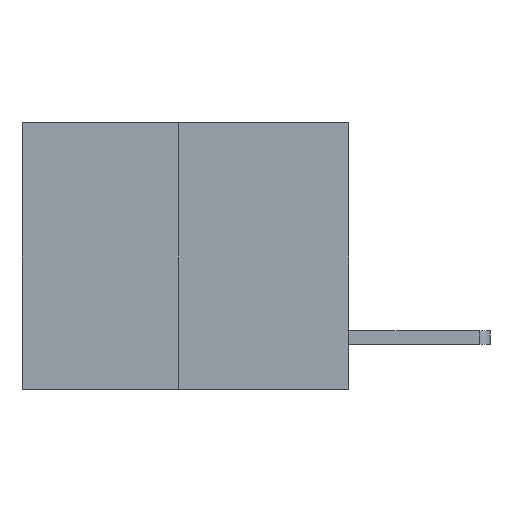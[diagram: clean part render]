
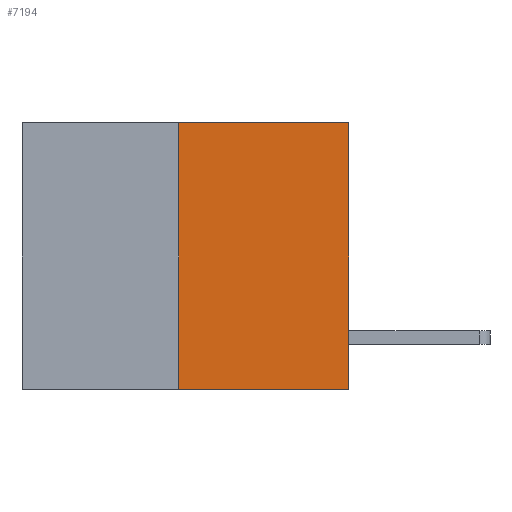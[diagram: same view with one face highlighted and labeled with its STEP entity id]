
A CAD part, left-side view. The second image highlights one B-rep face of the part: STEP entity #7194.
In plain terms, the highlighted planar face has unit normal (-1, 0, 0).
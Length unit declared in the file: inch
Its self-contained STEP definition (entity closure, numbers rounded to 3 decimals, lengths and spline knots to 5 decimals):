
#408 = ORIENTED_EDGE ( 'NONE', *, *, #4931, .T. ) ;
#494 = VERTEX_POINT ( 'NONE', #886 ) ;
#886 = CARTESIAN_POINT ( 'NONE',  ( 0., 0.312, 0. ) ) ;
#997 = DIRECTION ( 'NONE',  ( 1., 0., 0. ) ) ;
#1305 = VERTEX_POINT ( 'NONE', #4193 ) ;
#1393 = ORIENTED_EDGE ( 'NONE', *, *, #5761, .F. ) ;
#1490 = VECTOR ( 'NONE', #3099, 39.37008 ) ;
#1763 = VECTOR ( 'NONE', #6398, 39.37008 ) ;
#1884 = CARTESIAN_POINT ( 'NONE',  ( 0., 0., 0. ) ) ;
#1992 = LINE ( 'NONE', #6327, #1763 ) ;
#2175 = LINE ( 'NONE', #7374, #1490 ) ;
#2375 = CARTESIAN_POINT ( 'NONE',  ( 0., 0., -0.49 ) ) ;
#2746 = VERTEX_POINT ( 'NONE', #1884 ) ;
#3099 = DIRECTION ( 'NONE',  ( 0., -1., 0. ) ) ;
#3237 = ORIENTED_EDGE ( 'NONE', *, *, #4588, .F. ) ;
#4193 = CARTESIAN_POINT ( 'NONE',  ( 0., 0.312, -0.49 ) ) ;
#4417 = DIRECTION ( 'NONE',  ( 0., 0., 1. ) ) ;
#4588 = EDGE_CURVE ( 'NONE', #494, #2746, #1992, .T. ) ;
#4803 = LINE ( 'NONE', #7079, #8456 ) ;
#4931 = EDGE_CURVE ( 'NONE', #9423, #2746, #6646, .T. ) ;
#5048 = EDGE_LOOP ( 'NONE', ( #1393, #9240, #408, #3237 ) ) ;
#5251 = CARTESIAN_POINT ( 'NONE',  ( 0., 0.6, 0. ) ) ;
#5350 = PLANE ( 'NONE',  #6521 ) ;
#5761 = EDGE_CURVE ( 'NONE', #1305, #494, #4803, .T. ) ;
#6073 = DIRECTION ( 'NONE',  ( 0., 0., -1. ) ) ;
#6327 = CARTESIAN_POINT ( 'NONE',  ( 0., 0.6, 0. ) ) ;
#6398 = DIRECTION ( 'NONE',  ( 0., -1., 0. ) ) ;
#6421 = VECTOR ( 'NONE', #4417, 39.37008 ) ;
#6521 = AXIS2_PLACEMENT_3D ( 'NONE', #5251, #997, #6073 ) ;
#6581 = CARTESIAN_POINT ( 'NONE',  ( 0., 0., 0. ) ) ;
#6646 = LINE ( 'NONE', #6581, #6421 ) ;
#7079 = CARTESIAN_POINT ( 'NONE',  ( 0., 0.312, -0.49 ) ) ;
#7126 = EDGE_CURVE ( 'NONE', #1305, #9423, #2175, .T. ) ;
#7194 = ADVANCED_FACE ( 'NONE', ( #7521 ), #5350, .F. ) ;
#7374 = CARTESIAN_POINT ( 'NONE',  ( 0., 0.6, -0.49 ) ) ;
#7521 = FACE_OUTER_BOUND ( 'NONE', #5048, .T. ) ;
#7820 = DIRECTION ( 'NONE',  ( 0., 0., 1. ) ) ;
#8456 = VECTOR ( 'NONE', #7820, 39.37008 ) ;
#9240 = ORIENTED_EDGE ( 'NONE', *, *, #7126, .T. ) ;
#9423 = VERTEX_POINT ( 'NONE', #2375 ) ;
